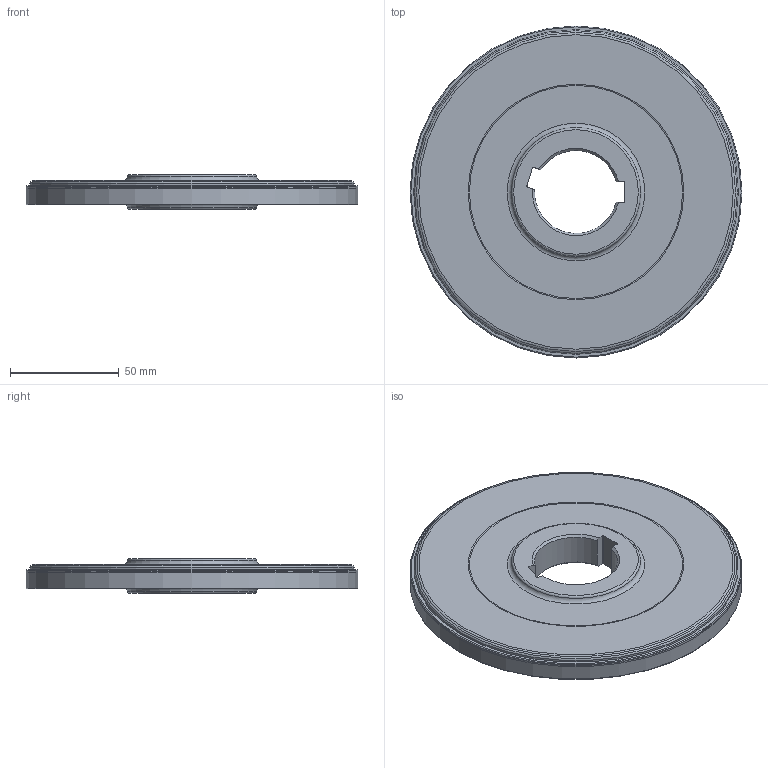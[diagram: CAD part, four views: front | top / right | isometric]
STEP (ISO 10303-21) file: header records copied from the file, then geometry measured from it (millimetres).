
FILE_DESCRIPTION(/* description */ (''),/* implementation_level */ '2;1');
FILE_NAME(/* name */ '335.18-06.00-0809R.stp',/* time_stamp */ '2020-03-04T15:59:35+05:00',/* author */ (''),/* organization */ (''),/* preprocessor_version */ 'ST-DEVELOPER v16.7',/* originating_system */ 'SIEMENS PLM Software NX 12.0',/* authorisation */ '');
FILE_SCHEMA (('AUTOMOTIVE_DESIGN { 1 0 10303 214 3 1 1 1 }'));
Length unit declared in the file: millimetre
Products named in the file (1): inpu0EBCA830nidn
Bounding box: 152.4 x 152.4 x 15.88 mm (x, y, z)
Volume: 188084.3 mm3; surface area: 50950.6 mm2
Topology: 2 solids, 2 shells, 49 faces, 104 edges, 66 vertices
Faces by surface type: plane 17, cylinder 13, torus 11, cone 8
Full cylindrical faces by diameter (mm): 142.4 x1, 148.416 x2, 149 x2, 152.4 x2
Entity records: 1289 total; most frequent: CARTESIAN_POINT 229, DIRECTION 226, ORIENTED_EDGE 160, AXIS2_PLACEMENT_3D 101, EDGE_LOOP 82, EDGE_CURVE 80, FACE_BOUND 66, VERTEX_POINT 64
